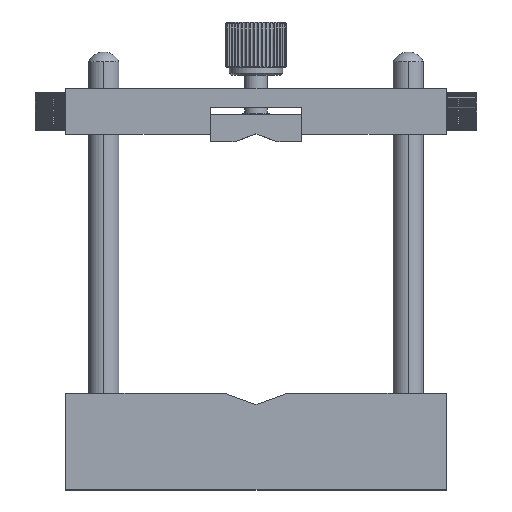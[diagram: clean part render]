
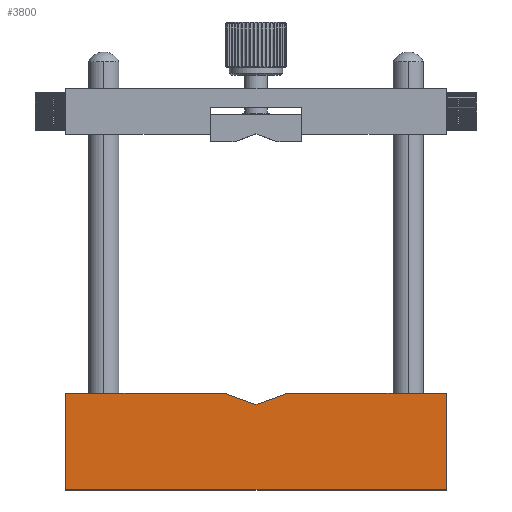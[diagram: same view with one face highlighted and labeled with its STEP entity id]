
A CAD part, top view. The second image highlights one B-rep face of the part: STEP entity #3800.
In plain terms, the highlighted planar face has unit normal (0, 0, 1).
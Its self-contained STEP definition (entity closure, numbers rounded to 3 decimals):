
#25 = FACE_OUTER_BOUND ( 'NONE', #7719, .T. ) ;
#102 = EDGE_CURVE ( 'NONE', #6603, #10994, #1062, .T. ) ;
#1062 = LINE ( 'NONE', #22586, #2077 ) ;
#1241 = LINE ( 'NONE', #15871, #11590 ) ;
#1486 = CARTESIAN_POINT ( 'NONE',  ( 0., 22.4, 6.35 ) ) ;
#1841 = CARTESIAN_POINT ( 'NONE',  ( -50., 25.4, 6.35 ) ) ;
#2077 = VECTOR ( 'NONE', #26733, 1000. ) ;
#2163 = ORIENTED_EDGE ( 'NONE', *, *, #27923, .T. ) ;
#3800 = ADVANCED_FACE ( 'NONE', ( #25 ), #4591, .F. ) ;
#3917 = CARTESIAN_POINT ( 'NONE',  ( -50., 25.4, 6.35 ) ) ;
#4591 = PLANE ( 'NONE',  #6366 ) ;
#5281 = ORIENTED_EDGE ( 'NONE', *, *, #102, .T. ) ;
#5988 = VECTOR ( 'NONE', #26562, 1000. ) ;
#6049 = DIRECTION ( 'NONE',  ( -0.94, -0.342, 0. ) ) ;
#6066 = VECTOR ( 'NONE', #22068, 1000. ) ;
#6366 = AXIS2_PLACEMENT_3D ( 'NONE', #11822, #9623, #27207 ) ;
#6603 = VERTEX_POINT ( 'NONE', #22119 ) ;
#7052 = CARTESIAN_POINT ( 'NONE',  ( 50., 0., 6.35 ) ) ;
#7719 = EDGE_LOOP ( 'NONE', ( #17311, #2163, #23497, #9155, #21722, #5281, #19199 ) ) ;
#7748 = LINE ( 'NONE', #17114, #24629 ) ;
#8429 = VERTEX_POINT ( 'NONE', #25688 ) ;
#9057 = EDGE_CURVE ( 'NONE', #9458, #6603, #7748, .T. ) ;
#9155 = ORIENTED_EDGE ( 'NONE', *, *, #28055, .F. ) ;
#9209 = EDGE_CURVE ( 'NONE', #15591, #10994, #11878, .T. ) ;
#9458 = VERTEX_POINT ( 'NONE', #1841 ) ;
#9623 = DIRECTION ( 'NONE',  ( 0., 0., -1. ) ) ;
#9655 = LINE ( 'NONE', #3917, #14761 ) ;
#10609 = DIRECTION ( 'NONE',  ( 0., -1., 0. ) ) ;
#10994 = VERTEX_POINT ( 'NONE', #7052 ) ;
#11082 = DIRECTION ( 'NONE',  ( 1., 0., 0. ) ) ;
#11585 = VECTOR ( 'NONE', #25528, 1000. ) ;
#11590 = VECTOR ( 'NONE', #6049, 1000. ) ;
#11822 = CARTESIAN_POINT ( 'NONE',  ( -50., 25.4, 6.35 ) ) ;
#11878 = LINE ( 'NONE', #22121, #5988 ) ;
#13336 = EDGE_CURVE ( 'NONE', #8429, #15591, #9655, .T. ) ;
#14761 = VECTOR ( 'NONE', #11082, 1000. ) ;
#15334 = CARTESIAN_POINT ( 'NONE',  ( -8.242, 25.4, 6.35 ) ) ;
#15591 = VERTEX_POINT ( 'NONE', #18615 ) ;
#15871 = CARTESIAN_POINT ( 'NONE',  ( 0., 22.4, 6.35 ) ) ;
#17114 = CARTESIAN_POINT ( 'NONE',  ( -50., 25.4, 6.35 ) ) ;
#17311 = ORIENTED_EDGE ( 'NONE', *, *, #13336, .F. ) ;
#17704 = EDGE_CURVE ( 'NONE', #19033, #19908, #23978, .T. ) ;
#18615 = CARTESIAN_POINT ( 'NONE',  ( 50., 25.4, 6.35 ) ) ;
#19033 = VERTEX_POINT ( 'NONE', #20975 ) ;
#19199 = ORIENTED_EDGE ( 'NONE', *, *, #9209, .F. ) ;
#19760 = CARTESIAN_POINT ( 'NONE',  ( -50., 25.4, 6.35 ) ) ;
#19908 = VERTEX_POINT ( 'NONE', #15334 ) ;
#20528 = LINE ( 'NONE', #19760, #6066 ) ;
#20975 = CARTESIAN_POINT ( 'NONE',  ( 0., 22.4, 6.35 ) ) ;
#21722 = ORIENTED_EDGE ( 'NONE', *, *, #9057, .T. ) ;
#22068 = DIRECTION ( 'NONE',  ( 1., 0., 0. ) ) ;
#22119 = CARTESIAN_POINT ( 'NONE',  ( -50., 0., 6.35 ) ) ;
#22121 = CARTESIAN_POINT ( 'NONE',  ( 50., 25.4, 6.35 ) ) ;
#22586 = CARTESIAN_POINT ( 'NONE',  ( -50., 0., 6.35 ) ) ;
#23497 = ORIENTED_EDGE ( 'NONE', *, *, #17704, .T. ) ;
#23978 = LINE ( 'NONE', #1486, #11585 ) ;
#24629 = VECTOR ( 'NONE', #10609, 1000. ) ;
#25528 = DIRECTION ( 'NONE',  ( -0.94, 0.342, 0. ) ) ;
#25688 = CARTESIAN_POINT ( 'NONE',  ( 8.242, 25.4, 6.35 ) ) ;
#26562 = DIRECTION ( 'NONE',  ( 0., -1., 0. ) ) ;
#26733 = DIRECTION ( 'NONE',  ( 1., 0., 0. ) ) ;
#27207 = DIRECTION ( 'NONE',  ( -1., 0., 0. ) ) ;
#27923 = EDGE_CURVE ( 'NONE', #8429, #19033, #1241, .T. ) ;
#28055 = EDGE_CURVE ( 'NONE', #9458, #19908, #20528, .T. ) ;
